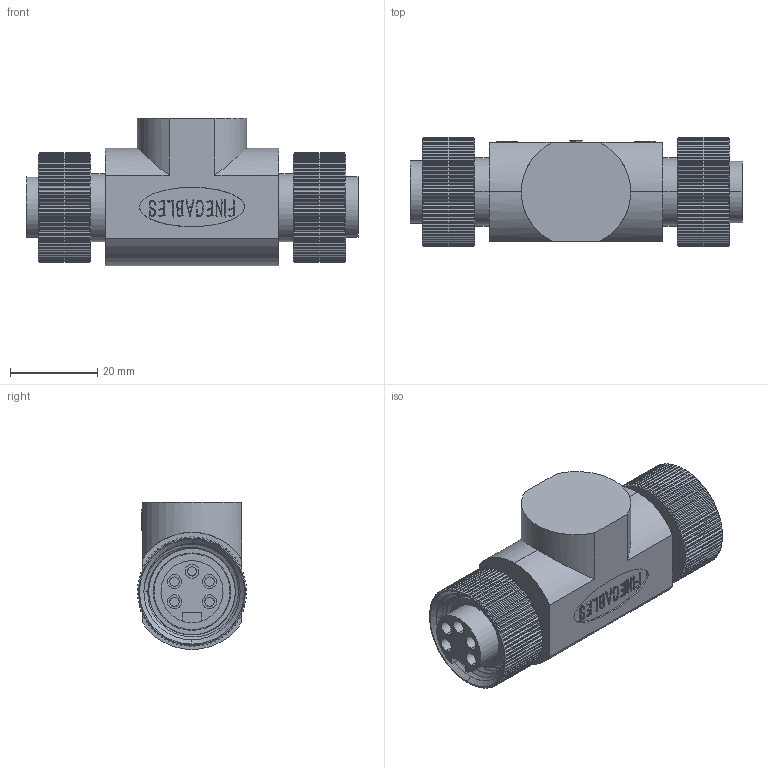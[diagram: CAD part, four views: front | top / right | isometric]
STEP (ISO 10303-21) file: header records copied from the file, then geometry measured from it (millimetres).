
FILE_DESCRIPTION (( 'STEP AP203' ), '1' );
FILE_NAME ('P350.STEP', '2020-04-15T06:37:21', ( 'edpusr' ), ( 'Microsoft' ), 'SwSTEP 2.0', 'SolidWorks 2015', '' );
FILE_SCHEMA (( 'CONFIG_CONTROL_DESIGN' ));
Length unit declared in the file: millimetre
Products named in the file (1): P350
Bounding box: 75.9 x 24.99 x 33.65 mm (x, y, z)
Volume: 34735.8 mm3; surface area: 16905.9 mm2
Topology: 3 solids, 3 shells, 1123 faces, 3176 edges, 2110 vertices
Faces by surface type: plane 680, cylinder 229, bspline 196, cone 18
Entity records: 47558 total; most frequent: CARTESIAN_POINT 20532, ORIENTED_EDGE 6352, DIRECTION 4461, EDGE_CURVE 3176, VERTEX_POINT 2110, LINE 1659, VECTOR 1659, AXIS2_PLACEMENT_3D 1401
